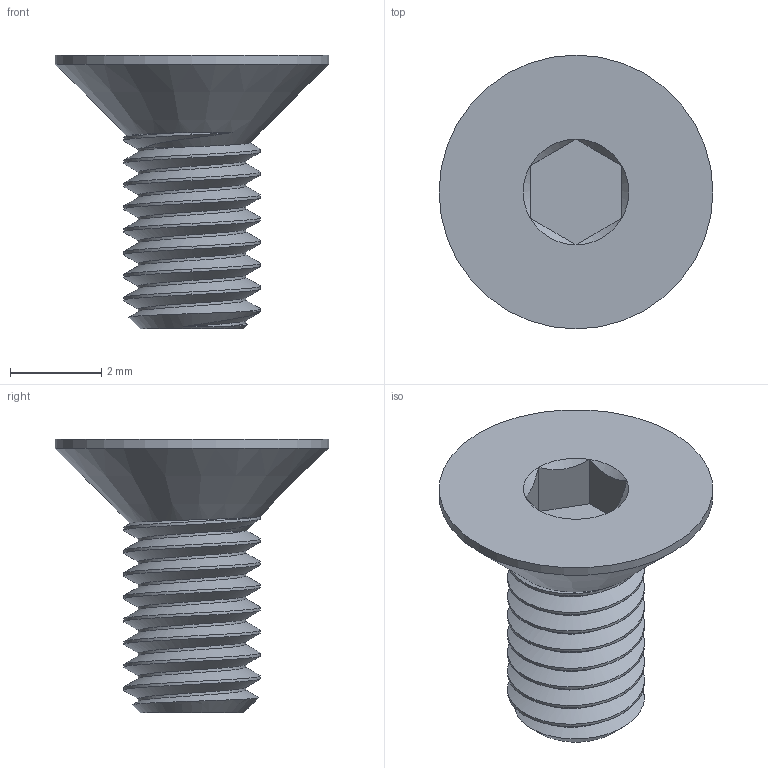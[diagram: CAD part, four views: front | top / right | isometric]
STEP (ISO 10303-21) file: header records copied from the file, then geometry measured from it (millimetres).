
FILE_DESCRIPTION(/* description */ (''),/* implementation_level */ '2;1');
FILE_NAME(/* name */ 'M3x6mm.step',/* time_stamp */ '2018-08-17T11:47:09+02:00',/* author */ ('boelle'),/* organization */ (''),/* preprocessor_version */ 'ST-DEVELOPER v17',/* originating_system */ 'Autodesk Translation Framework v7.1.0.215',/* authorisation */ '');
FILE_SCHEMA (('AUTOMOTIVE_DESIGN { 1 0 10303 214 3 1 1 }'));
Length unit declared in the file: millimetre
Products named in the file (2): M3x6mm; 92125A126
Assembly tree (1 placements, depth 2):
  M3x6mm
    92125A126
Bounding box: 6 x 6 x 6 mm (x, y, z)
Volume: 50.5 mm3; surface area: 136 mm2
Topology: 1 solids, 1 shells, 38 faces, 95 edges, 60 vertices
Faces by surface type: cylinder 19, plane 9, cone 8, bspline 2
Full cylindrical faces by diameter (mm): 2.35 x7, 3 x7, 6 x1
Entity records: 2931 total; most frequent: CARTESIAN_POINT 2059, ORIENTED_EDGE 190, DIRECTION 143, EDGE_CURVE 95, VERTEX_POINT 60, AXIS2_PLACEMENT_3D 56, B_SPLINE_CURVE_WITH_KNOTS 41, EDGE_LOOP 39
